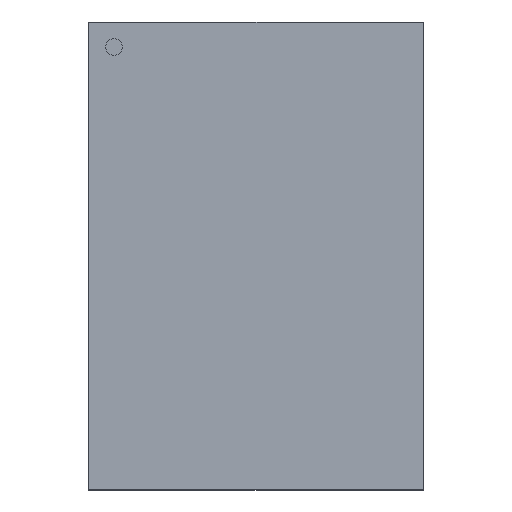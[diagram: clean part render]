
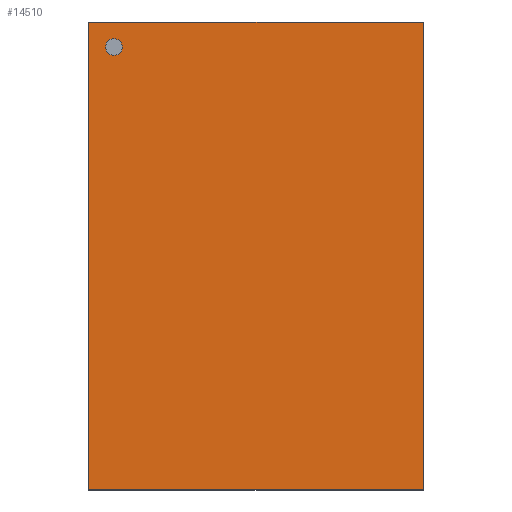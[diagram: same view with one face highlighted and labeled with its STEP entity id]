
A CAD part, top view. The second image highlights one B-rep face of the part: STEP entity #14510.
In plain terms, the highlighted planar face has unit normal (0, 0, 1).
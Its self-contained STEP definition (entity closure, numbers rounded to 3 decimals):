
#321 = VERTEX_POINT ( 'NONE', #1621 ) ;
#1035 = EDGE_CURVE ( 'NONE', #7467, #14559, #3647, .T. ) ;
#1095 = DIRECTION ( 'NONE',  ( 0., 0., 1. ) ) ;
#1457 = CARTESIAN_POINT ( 'NONE',  ( 5., -7., 2.56 ) ) ;
#1562 = CARTESIAN_POINT ( 'NONE',  ( 5., -7., 2.56 ) ) ;
#1621 = CARTESIAN_POINT ( 'NONE',  ( 5., 7., 2.56 ) ) ;
#1796 = EDGE_LOOP ( 'NONE', ( #6314, #11917, #7605, #9026 ) ) ;
#2443 = DIRECTION ( 'NONE',  ( 1., 0., 0. ) ) ;
#3208 = LINE ( 'NONE', #10119, #3521 ) ;
#3321 = CARTESIAN_POINT ( 'NONE',  ( -4.5, 6.25, 2.56 ) ) ;
#3477 = DIRECTION ( 'NONE',  ( 0., 0., -1. ) ) ;
#3480 = VERTEX_POINT ( 'NONE', #3321 ) ;
#3521 = VECTOR ( 'NONE', #10199, 1000. ) ;
#3626 = EDGE_CURVE ( 'NONE', #6700, #321, #8567, .T. ) ;
#3647 = LINE ( 'NONE', #6324, #4138 ) ;
#4138 = VECTOR ( 'NONE', #2443, 1000. ) ;
#4838 = CARTESIAN_POINT ( 'NONE',  ( -5., 7., 2.56 ) ) ;
#5359 = CARTESIAN_POINT ( 'NONE',  ( -5., 7., 2.56 ) ) ;
#6259 = DIRECTION ( 'NONE',  ( 1., 0., 0. ) ) ;
#6314 = ORIENTED_EDGE ( 'NONE', *, *, #6633, .F. ) ;
#6324 = CARTESIAN_POINT ( 'NONE',  ( -5., -7., 2.56 ) ) ;
#6633 = EDGE_CURVE ( 'NONE', #7467, #6700, #3208, .T. ) ;
#6700 = VERTEX_POINT ( 'NONE', #5359 ) ;
#7467 = VERTEX_POINT ( 'NONE', #14167 ) ;
#7605 = ORIENTED_EDGE ( 'NONE', *, *, #8966, .T. ) ;
#7790 = AXIS2_PLACEMENT_3D ( 'NONE', #8002, #3477, #9420 ) ;
#8002 = CARTESIAN_POINT ( 'NONE',  ( 0., 0., 2.56 ) ) ;
#8567 = LINE ( 'NONE', #4838, #14928 ) ;
#8707 = DIRECTION ( 'NONE',  ( 0., 1., 0. ) ) ;
#8881 = VECTOR ( 'NONE', #8707, 1000. ) ;
#8966 = EDGE_CURVE ( 'NONE', #14559, #321, #12423, .T. ) ;
#9026 = ORIENTED_EDGE ( 'NONE', *, *, #3626, .F. ) ;
#9199 = EDGE_LOOP ( 'NONE', ( #12449 ) ) ;
#9420 = DIRECTION ( 'NONE',  ( -1., 0., 0. ) ) ;
#10119 = CARTESIAN_POINT ( 'NONE',  ( -5., -7., 2.56 ) ) ;
#10199 = DIRECTION ( 'NONE',  ( 0., 1., 0. ) ) ;
#10760 = DIRECTION ( 'NONE',  ( -1., 0., 0. ) ) ;
#10963 = CIRCLE ( 'NONE', #12984, 0.25 ) ;
#11646 = EDGE_CURVE ( 'NONE', #3480, #3480, #10963, .T. ) ;
#11917 = ORIENTED_EDGE ( 'NONE', *, *, #1035, .T. ) ;
#11944 = CARTESIAN_POINT ( 'NONE',  ( -4.25, 6.25, 2.56 ) ) ;
#12423 = LINE ( 'NONE', #1562, #8881 ) ;
#12449 = ORIENTED_EDGE ( 'NONE', *, *, #11646, .F. ) ;
#12898 = PLANE ( 'NONE',  #7790 ) ;
#12984 = AXIS2_PLACEMENT_3D ( 'NONE', #11944, #1095, #10760 ) ;
#13137 = FACE_OUTER_BOUND ( 'NONE', #1796, .T. ) ;
#14016 = FACE_BOUND ( 'NONE', #9199, .T. ) ;
#14167 = CARTESIAN_POINT ( 'NONE',  ( -5., -7., 2.56 ) ) ;
#14510 = ADVANCED_FACE ( 'NONE', ( #13137, #14016 ), #12898, .F. ) ;
#14559 = VERTEX_POINT ( 'NONE', #1457 ) ;
#14928 = VECTOR ( 'NONE', #6259, 1000. ) ;
